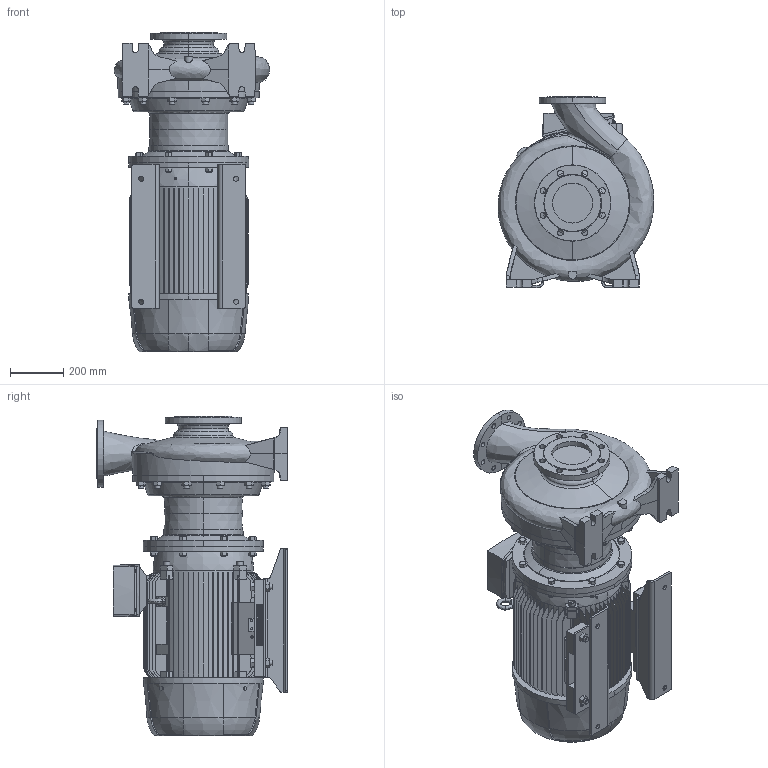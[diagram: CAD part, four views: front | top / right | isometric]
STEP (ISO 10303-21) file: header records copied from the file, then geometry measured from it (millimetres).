
FILE_DESCRIPTION (( 'STEP AP203' ), '1' );
FILE_NAME ('4.93.494.15swp01.step', '2023-07-14T07:50:28', ( '' ), ( '' ), 'SwSTEP 2.0', 'SolidWorks 2020', '' );
FILE_SCHEMA (( 'CONFIG_CONTROL_DESIGN' ));
Length unit declared in the file: millimetre
Products named in the file (1): 4.93.494.15swp01
Bounding box: 585.17 x 715 x 1197.8 mm (x, y, z)
Volume: 165046235.4 mm3; surface area: 6255599.9 mm2
Topology: 54 solids, 54 shells, 2038 faces, 5261 edges, 3418 vertices
Faces by surface type: plane 1113, cylinder 458, cone 252, bspline 199, torus 16
Entity records: 127234 total; most frequent: CARTESIAN_POINT 79561, ORIENTED_EDGE 10516, DIRECTION 8842, EDGE_CURVE 5258, VERTEX_POINT 3418, AXIS2_PLACEMENT_3D 3017, LINE 2808, VECTOR 2808
